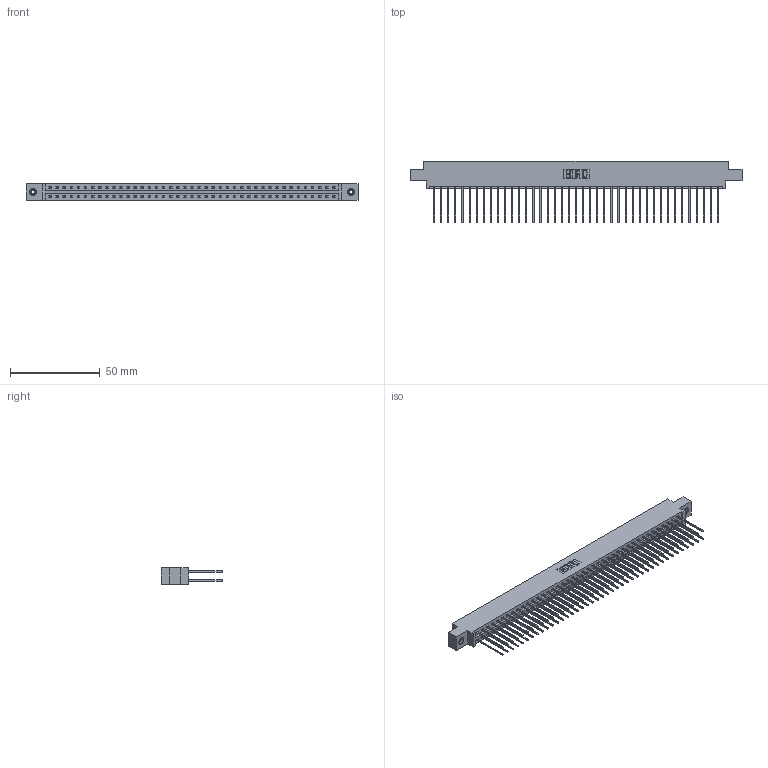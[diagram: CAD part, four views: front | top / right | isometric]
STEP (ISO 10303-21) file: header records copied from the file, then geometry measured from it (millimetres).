
FILE_DESCRIPTION (( 'STEP AP203' ), '1' );
FILE_NAME ('337-082-541-808.STEP', '2019-10-15T16:25:52', ( '' ), ( '' ), 'SwSTEP 2.0', 'SolidWorks 2016', '' );
FILE_SCHEMA (( 'CONFIG_CONTROL_DESIGN' ));
Length unit declared in the file: inch
Products named in the file (4): 337 Part_0.170 Offset - 0.156 Dia-TI; 337-082-541-808; 345-292-001_345-293-141; 345-250-001_345-250-003-102
Assembly tree (85 placements, depth 2):
  337-082-541-808
    337 Part_0.170 Offset - 0.156 Dia-TI
    345-292-001_345-293-141  x82
    345-250-001_345-250-003-102  x2
Bounding box: 185.47 x 34.3 x 9.4 mm (x, y, z)
Volume: 19879.5 mm3; surface area: 24957.3 mm2
Topology: 85 solids, 85 shells, 4606 faces, 13661 edges, 8990 vertices
Faces by surface type: plane 3222, cylinder 1368, cone 12, torus 4
Entity records: 33254 total; most frequent: CARTESIAN_POINT 5585, ORIENTED_EDGE 5514, DIRECTION 4783, EDGE_CURVE 2757, LINE 2609, VECTOR 2609, VERTEX_POINT 1832, AXIS2_PLACEMENT_3D 1087
